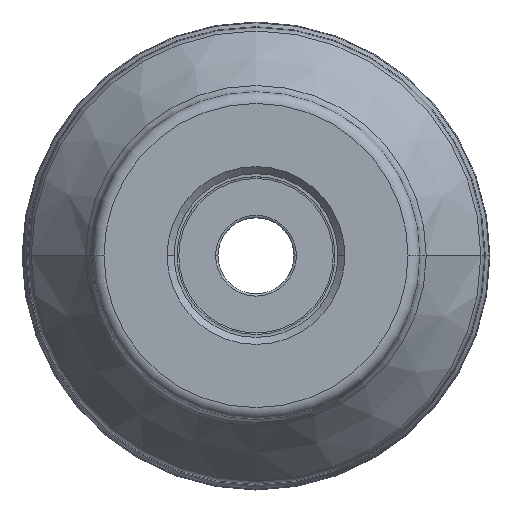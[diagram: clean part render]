
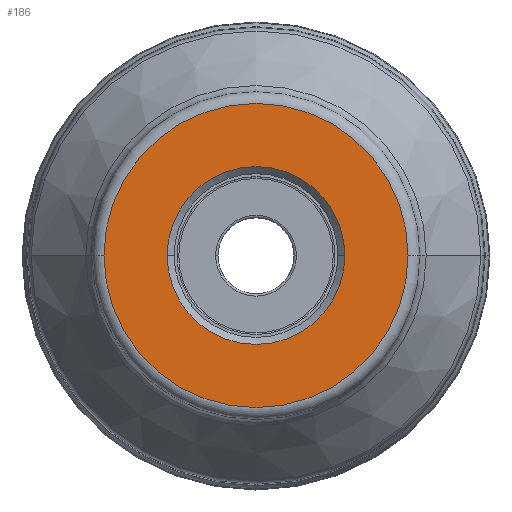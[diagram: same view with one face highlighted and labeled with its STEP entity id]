
A CAD part, top view. The second image highlights one B-rep face of the part: STEP entity #186.
In plain terms, the highlighted planar face has unit normal (0, 0, 1).
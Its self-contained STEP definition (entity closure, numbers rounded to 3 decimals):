
#45=PLANE('',#1576);
#55=FACE_BOUND('',#370,.T.);
#56=FACE_BOUND('',#371,.T.);
#186=ADVANCED_FACE('',(#55,#56),#45,.T.);
#370=EDGE_LOOP('',(#615,#616));
#371=EDGE_LOOP('',(#617,#618,#619));
#615=ORIENTED_EDGE('',*,*,#985,.F.);
#616=ORIENTED_EDGE('',*,*,#984,.F.);
#617=ORIENTED_EDGE('',*,*,#986,.F.);
#618=ORIENTED_EDGE('',*,*,#987,.F.);
#619=ORIENTED_EDGE('',*,*,#988,.F.);
#833=VERTEX_POINT('',#4051);
#834=VERTEX_POINT('',#4053);
#835=VERTEX_POINT('',#4058);
#836=VERTEX_POINT('',#4059);
#837=VERTEX_POINT('',#4061);
#984=EDGE_CURVE('',#834,#833,#1173,.T.);
#985=EDGE_CURVE('',#833,#834,#1174,.T.);
#986=EDGE_CURVE('',#835,#836,#1175,.T.);
#987=EDGE_CURVE('',#837,#835,#1176,.T.);
#988=EDGE_CURVE('',#836,#837,#1177,.T.);
#1173=CIRCLE('',#1570,26.);
#1174=CIRCLE('',#1572,26.);
#1175=CIRCLE('',#1573,15.2);
#1176=CIRCLE('',#1574,15.2);
#1177=CIRCLE('',#1575,15.2);
#1570=AXIS2_PLACEMENT_3D('',#4054,#1947,#1948);
#1572=AXIS2_PLACEMENT_3D('',#4056,#1951,#1952);
#1573=AXIS2_PLACEMENT_3D('',#4057,#1953,#1954);
#1574=AXIS2_PLACEMENT_3D('',#4060,#1955,#1956);
#1575=AXIS2_PLACEMENT_3D('',#4062,#1957,#1958);
#1576=AXIS2_PLACEMENT_3D('',#4063,#1959,#1960);
#1947=DIRECTION('',(0.,0.,-1.));
#1948=DIRECTION('',(1.,0.,0.));
#1951=DIRECTION('',(0.,0.,-1.));
#1952=DIRECTION('',(-1.,0.,0.));
#1953=DIRECTION('',(0.,0.,1.));
#1954=DIRECTION('',(1.,0.,0.));
#1955=DIRECTION('',(0.,0.,1.));
#1956=DIRECTION('',(0.,-1.,0.));
#1957=DIRECTION('',(0.,0.,1.));
#1958=DIRECTION('',(-1.,0.,0.));
#1959=DIRECTION('',(0.,0.,1.));
#1960=DIRECTION('',(1.,0.,0.));
#4051=CARTESIAN_POINT('',(-26.,0.,0.));
#4053=CARTESIAN_POINT('',(26.,0.,0.));
#4054=CARTESIAN_POINT('',(0.,0.,0.));
#4056=CARTESIAN_POINT('',(0.,0.,0.));
#4057=CARTESIAN_POINT('',(0.,0.,0.));
#4058=CARTESIAN_POINT('',(15.2,0.,0.));
#4059=CARTESIAN_POINT('',(-15.2,0.,0.));
#4060=CARTESIAN_POINT('',(0.,0.,0.));
#4061=CARTESIAN_POINT('',(0.,-15.2,0.));
#4062=CARTESIAN_POINT('',(0.,0.,0.));
#4063=CARTESIAN_POINT('',(0.,0.,0.));
